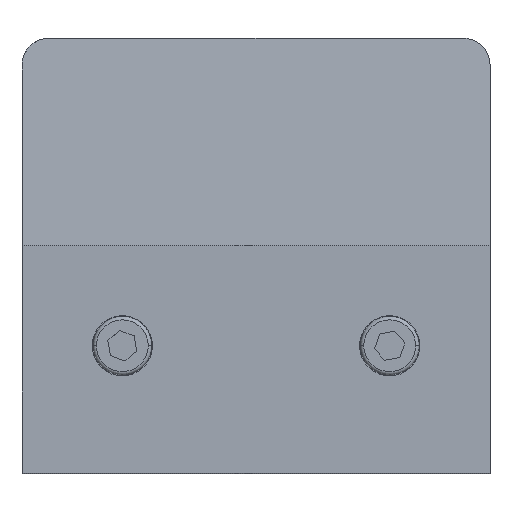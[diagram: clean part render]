
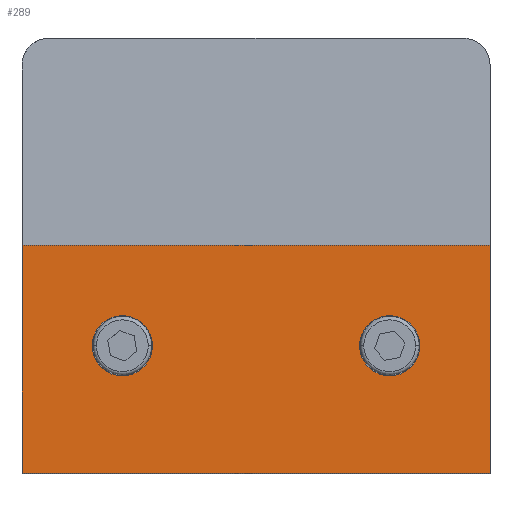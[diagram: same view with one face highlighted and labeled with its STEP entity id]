
A CAD part, top view. The second image highlights one B-rep face of the part: STEP entity #289.
In plain terms, the highlighted planar face has unit normal (0, 0, 1).
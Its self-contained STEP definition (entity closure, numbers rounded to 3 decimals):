
#71 = FACE_BOUND ( 'NONE', #503, .T. ) ;
#150 = AXIS2_PLACEMENT_3D ( 'NONE', #2356, #388, #940 ) ;
#156 = CARTESIAN_POINT ( 'NONE',  ( 35., 6.5, 29.25 ) ) ;
#173 = EDGE_LOOP ( 'NONE', ( #2483, #197, #2020, #1698 ) ) ;
#197 = ORIENTED_EDGE ( 'NONE', *, *, #202, .T. ) ;
#202 = EDGE_CURVE ( 'NONE', #688, #2395, #3059, .T. ) ;
#289 = ADVANCED_FACE ( 'NONE', ( #71, #3250, #710 ), #3199, .F. ) ;
#386 = CIRCLE ( 'NONE', #3232, 4.5 ) ;
#388 = DIRECTION ( 'NONE',  ( 0., 0., 1. ) ) ;
#413 = VECTOR ( 'NONE', #2237, 1000. ) ;
#503 = EDGE_LOOP ( 'NONE', ( #1615, #3136 ) ) ;
#540 = DIRECTION ( 'NONE',  ( 1., 0., 0. ) ) ;
#605 = VECTOR ( 'NONE', #735, 1000. ) ;
#671 = EDGE_CURVE ( 'NONE', #1541, #2054, #965, .T. ) ;
#688 = VERTEX_POINT ( 'NONE', #1311 ) ;
#710 = FACE_OUTER_BOUND ( 'NONE', #173, .T. ) ;
#735 = DIRECTION ( 'NONE',  ( 0., -1., 0. ) ) ;
#781 = ORIENTED_EDGE ( 'NONE', *, *, #2259, .F. ) ;
#841 = AXIS2_PLACEMENT_3D ( 'NONE', #1994, #2730, #1380 ) ;
#940 = DIRECTION ( 'NONE',  ( 1., 0., 0. ) ) ;
#965 = LINE ( 'NONE', #156, #2450 ) ;
#973 = DIRECTION ( 'NONE',  ( 0., 0., -1. ) ) ;
#1023 = DIRECTION ( 'NONE',  ( 0., -1., 0. ) ) ;
#1069 = CARTESIAN_POINT ( 'NONE',  ( 35., 6.5, 29.25 ) ) ;
#1092 = CARTESIAN_POINT ( 'NONE',  ( -20., -8.5, 29.25 ) ) ;
#1102 = CARTESIAN_POINT ( 'NONE',  ( -42.5, -27.576, 29.25 ) ) ;
#1197 = CARTESIAN_POINT ( 'NONE',  ( 24.5, -8.5, 29.25 ) ) ;
#1226 = CARTESIAN_POINT ( 'NONE',  ( 35., 6.5, 29.25 ) ) ;
#1311 = CARTESIAN_POINT ( 'NONE',  ( -35., -27.576, 29.25 ) ) ;
#1380 = DIRECTION ( 'NONE',  ( 1., 0., 0. ) ) ;
#1393 = VERTEX_POINT ( 'NONE', #1489 ) ;
#1484 = DIRECTION ( 'NONE',  ( 1., 0., 0. ) ) ;
#1489 = CARTESIAN_POINT ( 'NONE',  ( 15.5, -8.5, 29.25 ) ) ;
#1503 = DIRECTION ( 'NONE',  ( 0., 0., 1. ) ) ;
#1510 = EDGE_CURVE ( 'NONE', #1393, #2081, #3531, .T. ) ;
#1541 = VERTEX_POINT ( 'NONE', #1069 ) ;
#1615 = ORIENTED_EDGE ( 'NONE', *, *, #1852, .F. ) ;
#1698 = ORIENTED_EDGE ( 'NONE', *, *, #671, .T. ) ;
#1722 = CIRCLE ( 'NONE', #3372, 4.5 ) ;
#1741 = EDGE_CURVE ( 'NONE', #2405, #2172, #386, .T. ) ;
#1789 = CARTESIAN_POINT ( 'NONE',  ( -20., -8.5, 29.25 ) ) ;
#1852 = EDGE_CURVE ( 'NONE', #2172, #2405, #1722, .T. ) ;
#1930 = EDGE_LOOP ( 'NONE', ( #781, #3126 ) ) ;
#1994 = CARTESIAN_POINT ( 'NONE',  ( 20., -8.5, 29.25 ) ) ;
#2020 = ORIENTED_EDGE ( 'NONE', *, *, #3078, .F. ) ;
#2054 = VERTEX_POINT ( 'NONE', #3044 ) ;
#2081 = VERTEX_POINT ( 'NONE', #1197 ) ;
#2085 = CIRCLE ( 'NONE', #841, 4.5 ) ;
#2172 = VERTEX_POINT ( 'NONE', #2326 ) ;
#2237 = DIRECTION ( 'NONE',  ( 1., 0., 0. ) ) ;
#2259 = EDGE_CURVE ( 'NONE', #2081, #1393, #2085, .T. ) ;
#2326 = CARTESIAN_POINT ( 'NONE',  ( -15.5, -8.5, 29.25 ) ) ;
#2338 = CARTESIAN_POINT ( 'NONE',  ( -24.5, -8.5, 29.25 ) ) ;
#2356 = CARTESIAN_POINT ( 'NONE',  ( 20., -8.5, 29.25 ) ) ;
#2395 = VERTEX_POINT ( 'NONE', #2525 ) ;
#2405 = VERTEX_POINT ( 'NONE', #2338 ) ;
#2450 = VECTOR ( 'NONE', #2655, 1000. ) ;
#2479 = LINE ( 'NONE', #3064, #605 ) ;
#2483 = ORIENTED_EDGE ( 'NONE', *, *, #3118, .T. ) ;
#2525 = CARTESIAN_POINT ( 'NONE',  ( 35., -27.576, 29.25 ) ) ;
#2655 = DIRECTION ( 'NONE',  ( -1., 0., 0. ) ) ;
#2730 = DIRECTION ( 'NONE',  ( 0., 0., 1. ) ) ;
#2803 = VECTOR ( 'NONE', #1023, 1000. ) ;
#2938 = DIRECTION ( 'NONE',  ( 0., 1., 0. ) ) ;
#3044 = CARTESIAN_POINT ( 'NONE',  ( -35., 6.5, 29.25 ) ) ;
#3059 = LINE ( 'NONE', #1102, #413 ) ;
#3064 = CARTESIAN_POINT ( 'NONE',  ( -35., 6.5, 29.25 ) ) ;
#3071 = DIRECTION ( 'NONE',  ( 0., 0., 1. ) ) ;
#3078 = EDGE_CURVE ( 'NONE', #1541, #2395, #3241, .T. ) ;
#3118 = EDGE_CURVE ( 'NONE', #2054, #688, #2479, .T. ) ;
#3126 = ORIENTED_EDGE ( 'NONE', *, *, #1510, .F. ) ;
#3136 = ORIENTED_EDGE ( 'NONE', *, *, #1741, .F. ) ;
#3182 = CARTESIAN_POINT ( 'NONE',  ( 35., 6.5, 29.25 ) ) ;
#3199 = PLANE ( 'NONE',  #3262 ) ;
#3232 = AXIS2_PLACEMENT_3D ( 'NONE', #1092, #3071, #540 ) ;
#3241 = LINE ( 'NONE', #1226, #2803 ) ;
#3250 = FACE_BOUND ( 'NONE', #1930, .T. ) ;
#3262 = AXIS2_PLACEMENT_3D ( 'NONE', #3182, #973, #2938 ) ;
#3372 = AXIS2_PLACEMENT_3D ( 'NONE', #1789, #1503, #1484 ) ;
#3531 = CIRCLE ( 'NONE', #150, 4.5 ) ;
